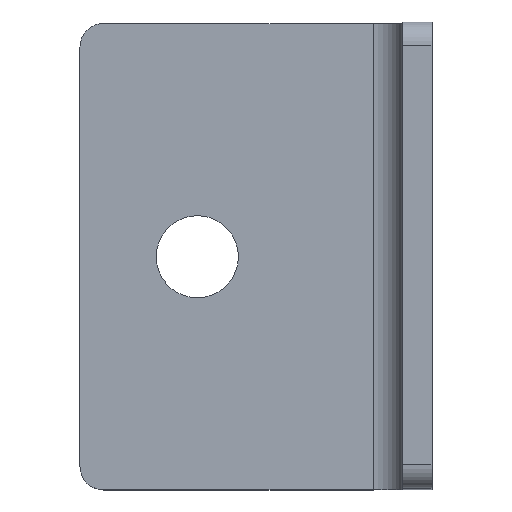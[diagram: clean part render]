
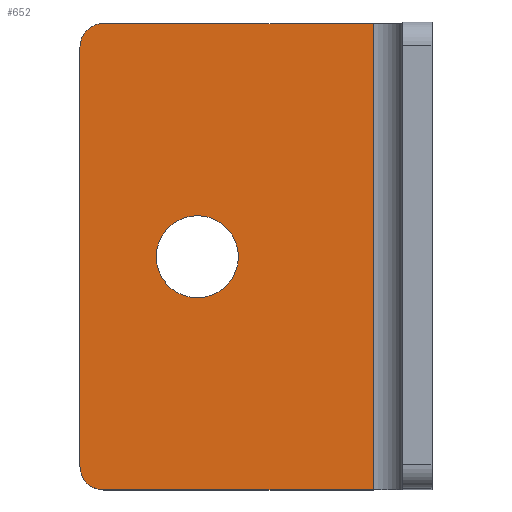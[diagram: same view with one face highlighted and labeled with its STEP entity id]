
A CAD part, top view. The second image highlights one B-rep face of the part: STEP entity #652.
In plain terms, the highlighted planar face has unit normal (0, 0, 1).
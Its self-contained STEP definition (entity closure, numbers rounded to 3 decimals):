
#25=FACE_BOUND($,#124,.T.);
#45=PLANE($,#720);
#78=FACE_OUTER_BOUND($,#123,.T.);
#123=EDGE_LOOP($,(#596,#597,#598,#599,#600,#601));
#124=EDGE_LOOP($,(#602));
#129=LINE($,#928,#189);
#135=LINE($,#947,#195);
#183=LINE($,#1093,#243);
#184=LINE($,#1095,#244);
#189=VECTOR($,#735,46.);
#195=VECTOR($,#753,46.);
#243=VECTOR($,#907,79.5);
#244=VECTOR($,#910,71.5);
#245=CIRCLE($,#657,4.);
#249=CIRCLE($,#664,4.);
#270=CIRCLE($,#708,7.);
#275=VERTEX_POINT($,#915);
#276=VERTEX_POINT($,#916);
#280=VERTEX_POINT($,#926);
#285=VERTEX_POINT($,#940);
#286=VERTEX_POINT($,#941);
#287=VERTEX_POINT($,#946);
#331=VERTEX_POINT($,#1077);
#333=EDGE_CURVE($,#275,#276,#245,.T.);
#339=EDGE_CURVE($,#275,#280,#129,.T.);
#345=EDGE_CURVE($,#285,#286,#249,.T.);
#348=EDGE_CURVE($,#287,#286,#135,.T.);
#413=EDGE_CURVE($,#331,#331,#270,.T.);
#421=EDGE_CURVE($,#280,#287,#183,.T.);
#422=EDGE_CURVE($,#285,#276,#184,.T.);
#596=ORIENTED_EDGE($,*,*,#333,.F.);
#597=ORIENTED_EDGE($,*,*,#339,.T.);
#598=ORIENTED_EDGE($,*,*,#421,.T.);
#599=ORIENTED_EDGE($,*,*,#348,.T.);
#600=ORIENTED_EDGE($,*,*,#345,.F.);
#601=ORIENTED_EDGE($,*,*,#422,.T.);
#602=ORIENTED_EDGE($,*,*,#413,.T.);
#652=ADVANCED_FACE($,(#78,#25),#45,.T.);
#657=AXIS2_PLACEMENT_3D($,#917,#725,#726);
#664=AXIS2_PLACEMENT_3D($,#942,#747,#748);
#708=AXIS2_PLACEMENT_3D($,#1078,#882,#883);
#720=AXIS2_PLACEMENT_3D($,#1096,#911,#912);
#725=DIRECTION('center_axis',(0.,0.,-1.));
#726=DIRECTION('ref_axis',(-0.707,-0.707,0.));
#735=DIRECTION($,(1.,0.,0.));
#747=DIRECTION('center_axis',(0.,0.,-1.));
#748=DIRECTION('ref_axis',(-0.707,0.707,0.));
#753=DIRECTION($,(-1.,0.,0.));
#882=DIRECTION('center_axis',(0.,0.,-1.));
#883=DIRECTION('ref_axis',(-1.,0.,0.));
#907=DIRECTION($,(0.,1.,0.));
#910=DIRECTION($,(0.,-1.,0.));
#911=DIRECTION('center_axis',(0.,0.,1.));
#912=DIRECTION('ref_axis',(1.,0.,0.));
#915=CARTESIAN_POINT('',(-26.,-39.75,5.));
#916=CARTESIAN_POINT('',(-30.,-35.75,5.));
#917=CARTESIAN_POINT('Origin',(-26.,-35.75,5.));
#926=CARTESIAN_POINT('',(20.,-39.75,5.));
#928=CARTESIAN_POINT($,(30.,-39.75,5.));
#940=CARTESIAN_POINT('',(-30.,35.75,5.));
#941=CARTESIAN_POINT('',(-26.,39.75,5.));
#942=CARTESIAN_POINT('Origin',(-26.,35.75,5.));
#946=CARTESIAN_POINT('',(20.,39.75,5.));
#947=CARTESIAN_POINT($,(-30.,39.75,5.));
#1077=CARTESIAN_POINT('',(-3.,0.,5.));
#1078=CARTESIAN_POINT('Origin',(-10.,0.,5.));
#1093=CARTESIAN_POINT($,(20.,19.875,5.));
#1095=CARTESIAN_POINT($,(-30.,-39.75,5.));
#1096=CARTESIAN_POINT('Origin',(0.,0.,5.));
